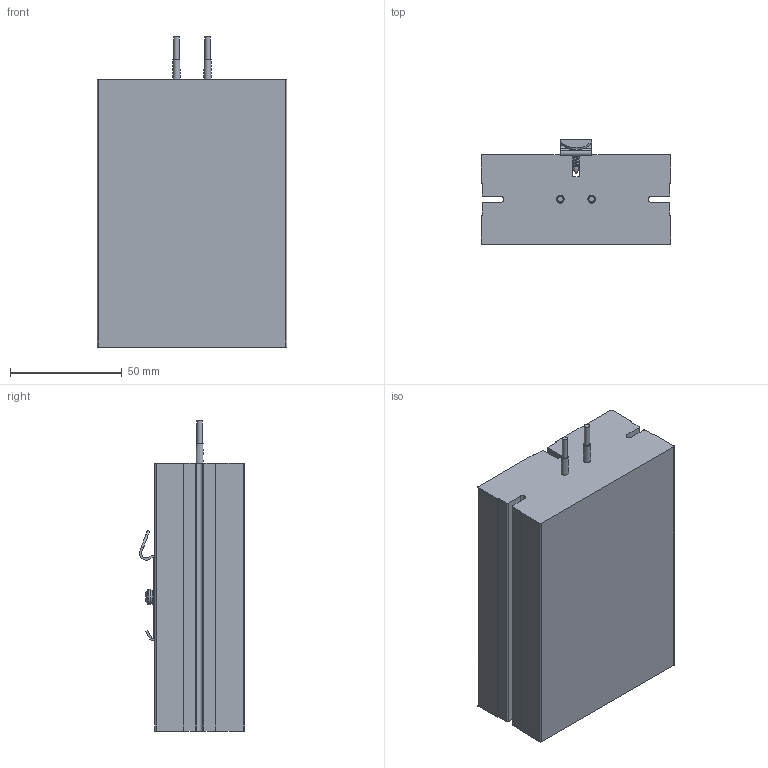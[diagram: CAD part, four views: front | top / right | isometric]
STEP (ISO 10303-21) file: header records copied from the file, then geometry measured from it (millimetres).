
FILE_DESCRIPTION(/* description */ (''),/* implementation_level */ '2;1');
FILE_NAME(/* name */ 'SNB-100 120 150.step',/* time_stamp */ '2021-08-16T11:19:30+03:00',/* author */ (''),/* organization */ (''),/* preprocessor_version */ 'ST-DEVELOPER v18.1',/* originating_system */ 'Autodesk Translation Framework v10.9.0.1377',/* authorisation */ '');
FILE_SCHEMA (('AUTOMOTIVE_DESIGN { 1 0 10303 214 3 1 1 }'));
Length unit declared in the file: millimetre
Products named in the file (6): SNB-180 210; Heat sink; DIN-clip v1; DIN-clip v6; DIN7981 3,5x9,5 v10; Wire
Assembly tree (5 placements, depth 3):
  SNB-180 210
    Heat sink
    DIN-clip v1
      DIN-clip v6
    DIN7981 3,5x9,5 v10
    Wire
Bounding box: 85 x 47.2 x 139 mm (x, y, z)
Volume: 399121.1 mm3; surface area: 45706.4 mm2
Topology: 5 solids, 5 shells, 221 faces, 564 edges, 348 vertices
Faces by surface type: plane 82, cylinder 55, torus 32, bspline 29, sphere 17, cone 6
Full cylindrical faces by diameter (mm): 2.4 x2, 2.575 x2, 4.2 x1, 6.2 x1, 6.9 x1
Entity records: 10596 total; most frequent: CARTESIAN_POINT 5142, DIRECTION 1140, ORIENTED_EDGE 1110, EDGE_CURVE 555, AXIS2_PLACEMENT_3D 451, VERTEX_POINT 348, CIRCLE 240, LINE 238
